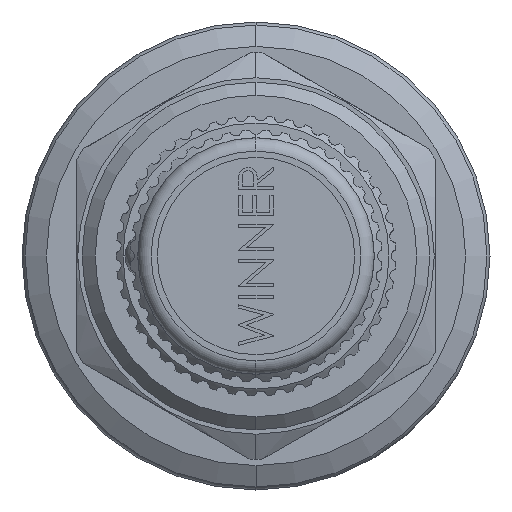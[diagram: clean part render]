
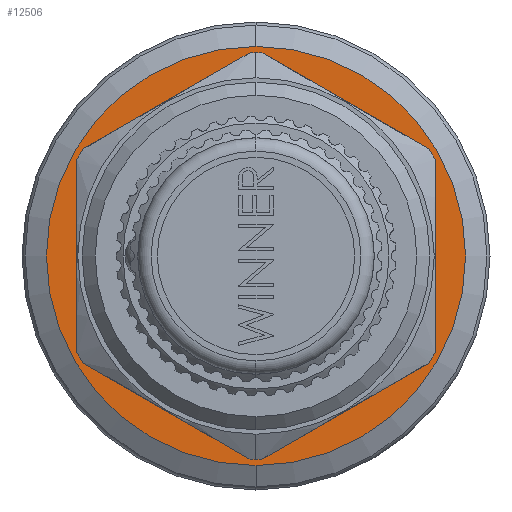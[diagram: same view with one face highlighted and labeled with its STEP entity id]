
A CAD part, left-side view. The second image highlights one B-rep face of the part: STEP entity #12506.
In plain terms, the highlighted planar face has unit normal (-1, 0, 0).
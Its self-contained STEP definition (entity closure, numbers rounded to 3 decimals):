
#254 = VERTEX_POINT ( 'NONE', #45234 ) ;
#2731 = CIRCLE ( 'NONE', #24542, 23.4 ) ;
#3037 = VERTEX_POINT ( 'NONE', #29656 ) ;
#3461 = DIRECTION ( 'NONE',  ( -1., 0., 0. ) ) ;
#3779 = LINE ( 'NONE', #55976, #44472 ) ;
#4871 = DIRECTION ( 'NONE',  ( 0., 0., -1. ) ) ;
#5842 = DIRECTION ( 'NONE',  ( 1., 0., 0. ) ) ;
#6443 = AXIS2_PLACEMENT_3D ( 'NONE', #33094, #89732, #36395 ) ;
#9800 = VECTOR ( 'NONE', #55287, 1000. ) ;
#11517 = EDGE_CURVE ( 'NONE', #3037, #90426, #30554, .T. ) ;
#12074 = EDGE_CURVE ( 'NONE', #27832, #46892, #95518, .T. ) ;
#12506 = ADVANCED_FACE ( 'NONE', ( #64958, #47133 ), #46755, .F. ) ;
#13029 = DIRECTION ( 'NONE',  ( -1., 0., 0. ) ) ;
#13762 = AXIS2_PLACEMENT_3D ( 'NONE', #50796, #26564, #61130 ) ;
#14136 = VERTEX_POINT ( 'NONE', #17695 ) ;
#14266 = VERTEX_POINT ( 'NONE', #24031 ) ;
#14316 = CARTESIAN_POINT ( 'NONE',  ( 0., 20.6, -11.893 ) ) ;
#14863 = CIRCLE ( 'NONE', #13762, 23.4 ) ;
#14913 = CARTESIAN_POINT ( 'NONE',  ( 0., 0., 0. ) ) ;
#15130 = CIRCLE ( 'NONE', #6443, 23.4 ) ;
#15755 = EDGE_CURVE ( 'NONE', #254, #22870, #65978, .T. ) ;
#16320 = VECTOR ( 'NONE', #101966, 1000. ) ;
#17480 = AXIS2_PLACEMENT_3D ( 'NONE', #61463, #3461, #93096 ) ;
#17559 = DIRECTION ( 'NONE',  ( 0., 0., -1. ) ) ;
#17695 = CARTESIAN_POINT ( 'NONE',  ( 0., -0.688, -23.39 ) ) ;
#17968 = EDGE_CURVE ( 'NONE', #30188, #60730, #14863, .T. ) ;
#18636 = ORIENTED_EDGE ( 'NONE', *, *, #12074, .T. ) ;
#19436 = ORIENTED_EDGE ( 'NONE', *, *, #31791, .F. ) ;
#20402 = CARTESIAN_POINT ( 'NONE',  ( 0., -19.912, -12.29 ) ) ;
#22178 = CARTESIAN_POINT ( 'NONE',  ( 0., 24.11, 0. ) ) ;
#22870 = VERTEX_POINT ( 'NONE', #97962 ) ;
#23092 = DIRECTION ( 'NONE',  ( -1., 0., 0. ) ) ;
#24031 = CARTESIAN_POINT ( 'NONE',  ( 0., 20.6, -11.1 ) ) ;
#24542 = AXIS2_PLACEMENT_3D ( 'NONE', #34584, #27121, #17559 ) ;
#24690 = ORIENTED_EDGE ( 'NONE', *, *, #51213, .F. ) ;
#26399 = DIRECTION ( 'NONE',  ( 0., 0.866, 0.5 ) ) ;
#26564 = DIRECTION ( 'NONE',  ( -1., 0., 0. ) ) ;
#27121 = DIRECTION ( 'NONE',  ( -1., 0., 0. ) ) ;
#27147 = CARTESIAN_POINT ( 'NONE',  ( 0., -20.6, -11.1 ) ) ;
#27161 = EDGE_CURVE ( 'NONE', #14136, #30188, #71038, .T. ) ;
#27832 = VERTEX_POINT ( 'NONE', #64570 ) ;
#28063 = CIRCLE ( 'NONE', #73203, 23.4 ) ;
#28426 = DIRECTION ( 'NONE',  ( -1., 0., 0. ) ) ;
#29656 = CARTESIAN_POINT ( 'NONE',  ( 0., -19.912, 12.29 ) ) ;
#29694 = CARTESIAN_POINT ( 'NONE',  ( 0., 0., -24.11 ) ) ;
#30188 = VERTEX_POINT ( 'NONE', #20402 ) ;
#30554 = LINE ( 'NONE', #99358, #92972 ) ;
#31791 = EDGE_CURVE ( 'NONE', #85548, #104102, #77139, .T. ) ;
#31833 = AXIS2_PLACEMENT_3D ( 'NONE', #53373, #28426, #85408 ) ;
#33094 = CARTESIAN_POINT ( 'NONE',  ( 0., 0., 0. ) ) ;
#33785 = VECTOR ( 'NONE', #95803, 1000. ) ;
#34584 = CARTESIAN_POINT ( 'NONE',  ( 0., 0., 0. ) ) ;
#36395 = DIRECTION ( 'NONE',  ( 0., 0., -1. ) ) ;
#36623 = ORIENTED_EDGE ( 'NONE', *, *, #11517, .F. ) ;
#36816 = AXIS2_PLACEMENT_3D ( 'NONE', #14913, #23092, #48013 ) ;
#37556 = CARTESIAN_POINT ( 'NONE',  ( 0., 0., 23.787 ) ) ;
#39920 = DIRECTION ( 'NONE',  ( 0., 0., -1. ) ) ;
#42278 = DIRECTION ( 'NONE',  ( -1., 0., 0. ) ) ;
#44472 = VECTOR ( 'NONE', #39920, 1000. ) ;
#44804 = EDGE_CURVE ( 'NONE', #81580, #14266, #3779, .T. ) ;
#45234 = CARTESIAN_POINT ( 'NONE',  ( 0., 0.688, 23.39 ) ) ;
#46755 = PLANE ( 'NONE',  #75235 ) ;
#46892 = VERTEX_POINT ( 'NONE', #29694 ) ;
#47133 = FACE_OUTER_BOUND ( 'NONE', #91862, .T. ) ;
#48013 = DIRECTION ( 'NONE',  ( 0., 0., 1. ) ) ;
#49803 = CARTESIAN_POINT ( 'NONE',  ( 0., 0., 0. ) ) ;
#50796 = CARTESIAN_POINT ( 'NONE',  ( 0., 0., 0. ) ) ;
#51084 = ORIENTED_EDGE ( 'NONE', *, *, #27161, .F. ) ;
#51213 = EDGE_CURVE ( 'NONE', #22870, #81580, #55453, .T. ) ;
#51312 = ORIENTED_EDGE ( 'NONE', *, *, #59664, .T. ) ;
#51792 = VERTEX_POINT ( 'NONE', #53955 ) ;
#53373 = CARTESIAN_POINT ( 'NONE',  ( 0., 0., 0. ) ) ;
#53955 = CARTESIAN_POINT ( 'NONE',  ( 0., -20.6, 11.1 ) ) ;
#54179 = CARTESIAN_POINT ( 'NONE',  ( 0., -20.6, -11.893 ) ) ;
#55287 = DIRECTION ( 'NONE',  ( 0., -0.866, 0.5 ) ) ;
#55453 = CIRCLE ( 'NONE', #31833, 23.4 ) ;
#55976 = CARTESIAN_POINT ( 'NONE',  ( 0., 20.6, 11.893 ) ) ;
#58000 = VECTOR ( 'NONE', #76844, 1000. ) ;
#58700 = DIRECTION ( 'NONE',  ( 0., 0., 1. ) ) ;
#59664 = EDGE_CURVE ( 'NONE', #46892, #27832, #62858, .T. ) ;
#60730 = VERTEX_POINT ( 'NONE', #27147 ) ;
#61034 = CIRCLE ( 'NONE', #17480, 23.4 ) ;
#61130 = DIRECTION ( 'NONE',  ( 0., 0., -1. ) ) ;
#61463 = CARTESIAN_POINT ( 'NONE',  ( 0., 0., 0. ) ) ;
#62534 = CARTESIAN_POINT ( 'NONE',  ( 0., 0., 0. ) ) ;
#62858 = CIRCLE ( 'NONE', #36816, 24.11 ) ;
#63606 = AXIS2_PLACEMENT_3D ( 'NONE', #49803, #42278, #58700 ) ;
#64059 = EDGE_CURVE ( 'NONE', #14266, #85548, #28063, .T. ) ;
#64570 = CARTESIAN_POINT ( 'NONE',  ( 0., 0., 24.11 ) ) ;
#64958 = FACE_BOUND ( 'NONE', #89267, .T. ) ;
#65978 = LINE ( 'NONE', #37556, #16320 ) ;
#66072 = CARTESIAN_POINT ( 'NONE',  ( 0., 20.6, 11.1 ) ) ;
#67604 = EDGE_CURVE ( 'NONE', #90426, #254, #15130, .T. ) ;
#69871 = ORIENTED_EDGE ( 'NONE', *, *, #15755, .F. ) ;
#70295 = DIRECTION ( 'NONE',  ( 0., 0., -1. ) ) ;
#71038 = LINE ( 'NONE', #78433, #9800 ) ;
#71135 = ORIENTED_EDGE ( 'NONE', *, *, #44804, .F. ) ;
#73203 = AXIS2_PLACEMENT_3D ( 'NONE', #62534, #13029, #4871 ) ;
#73752 = EDGE_CURVE ( 'NONE', #51792, #3037, #61034, .T. ) ;
#74554 = LINE ( 'NONE', #54179, #58000 ) ;
#75235 = AXIS2_PLACEMENT_3D ( 'NONE', #22178, #5842, #70295 ) ;
#75736 = ORIENTED_EDGE ( 'NONE', *, *, #64059, .F. ) ;
#76844 = DIRECTION ( 'NONE',  ( 0., 0., 1. ) ) ;
#77139 = LINE ( 'NONE', #14316, #33785 ) ;
#78220 = EDGE_CURVE ( 'NONE', #104102, #14136, #2731, .T. ) ;
#78433 = CARTESIAN_POINT ( 'NONE',  ( 0., 0., -23.787 ) ) ;
#81145 = ORIENTED_EDGE ( 'NONE', *, *, #17968, .F. ) ;
#81580 = VERTEX_POINT ( 'NONE', #66072 ) ;
#82385 = CARTESIAN_POINT ( 'NONE',  ( 0., 19.912, -12.29 ) ) ;
#83371 = ORIENTED_EDGE ( 'NONE', *, *, #90555, .F. ) ;
#85408 = DIRECTION ( 'NONE',  ( 0., 0., -1. ) ) ;
#85548 = VERTEX_POINT ( 'NONE', #82385 ) ;
#86662 = ORIENTED_EDGE ( 'NONE', *, *, #78220, .F. ) ;
#89267 = EDGE_LOOP ( 'NONE', ( #24690, #69871, #104592, #36623, #94464, #83371, #81145, #51084, #86662, #19436, #75736, #71135 ) ) ;
#89732 = DIRECTION ( 'NONE',  ( -1., 0., 0. ) ) ;
#90426 = VERTEX_POINT ( 'NONE', #99720 ) ;
#90555 = EDGE_CURVE ( 'NONE', #60730, #51792, #74554, .T. ) ;
#91862 = EDGE_LOOP ( 'NONE', ( #51312, #18636 ) ) ;
#92972 = VECTOR ( 'NONE', #26399, 1000. ) ;
#93096 = DIRECTION ( 'NONE',  ( 0., 0., -1. ) ) ;
#94398 = CARTESIAN_POINT ( 'NONE',  ( 0., 0.688, -23.39 ) ) ;
#94464 = ORIENTED_EDGE ( 'NONE', *, *, #73752, .F. ) ;
#95518 = CIRCLE ( 'NONE', #63606, 24.11 ) ;
#95803 = DIRECTION ( 'NONE',  ( 0., -0.866, -0.5 ) ) ;
#97962 = CARTESIAN_POINT ( 'NONE',  ( 0., 19.912, 12.29 ) ) ;
#99358 = CARTESIAN_POINT ( 'NONE',  ( 0., -20.6, 11.893 ) ) ;
#99720 = CARTESIAN_POINT ( 'NONE',  ( 0., -0.688, 23.39 ) ) ;
#101966 = DIRECTION ( 'NONE',  ( 0., 0.866, -0.5 ) ) ;
#104102 = VERTEX_POINT ( 'NONE', #94398 ) ;
#104592 = ORIENTED_EDGE ( 'NONE', *, *, #67604, .F. ) ;
